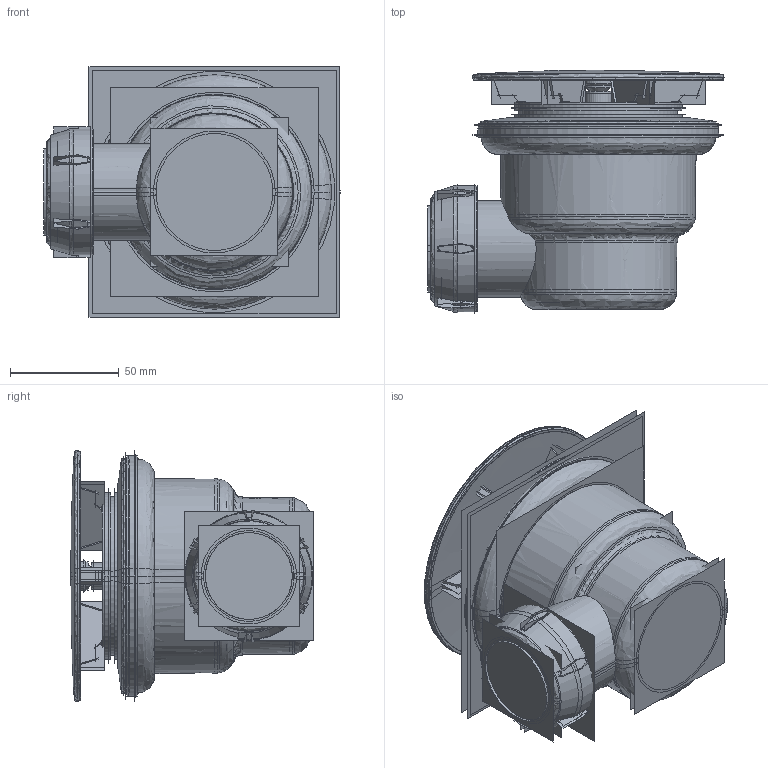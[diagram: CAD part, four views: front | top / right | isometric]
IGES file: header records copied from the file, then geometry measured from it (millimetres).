
Start section:  PTC IGES file: Z1205.igs
Global section: file name: Z1205.igs; native system: Pro/ENGINEER by Parametric Technology Corporation; preprocessor: 2008380; author: jessie; organization: Unknown; date: 20201225.152636; units: millimetre
Bounding box: 136.4 x 111.93 x 115.83 mm (x, y, z)
Volume: 305558 mm3; surface area: 852975.9 mm2
Topology: 4 solids, 4 shells, 534 faces, 2712 edges, 3429 vertices
Faces by surface type: revolution 316, bspline 218
